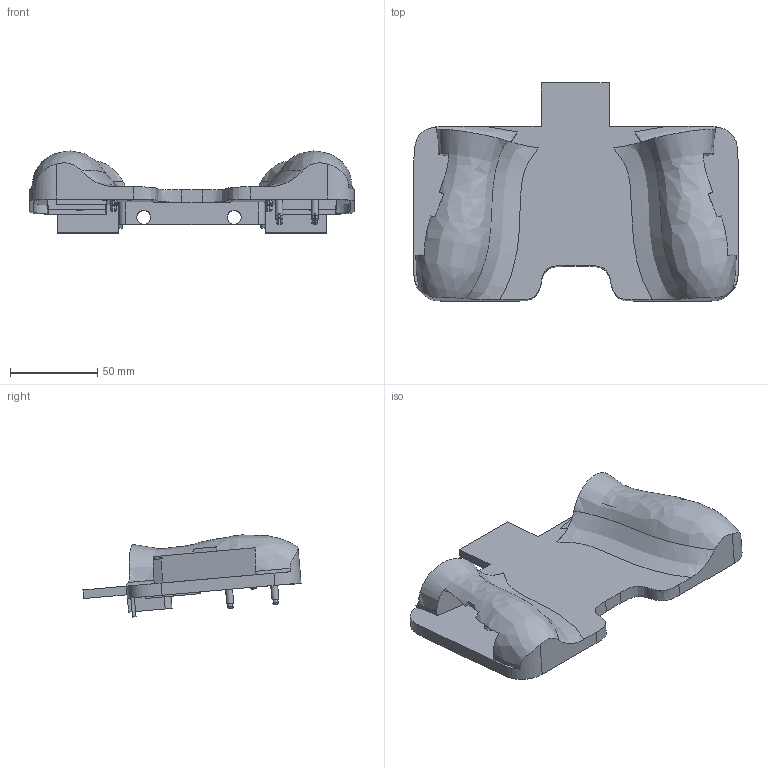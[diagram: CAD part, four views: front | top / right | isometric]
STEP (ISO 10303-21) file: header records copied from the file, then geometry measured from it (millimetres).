
FILE_DESCRIPTION(/* description */ ('CAx-IF Rec.Pracs.---Representation and Presentation of Product Manufacturing Information (PMI)---4.0---2014-10-13','CAx-IF Rec.Pracs.---3D Tessellated Geometry---0.4---2014-09-14','2;1'),/* implementation_level */ '2;1');
FILE_NAME(/* name */ 'blended',/* time_stamp */ '2025-06-07T14:15:55-07:00',/* author */ (''),/* organization */ (''),/* preprocessor_version */ 'ST-DEVELOPER v20',/* originating_system */ 'SIEMENS PLM Software NX2406.1700',/* authorisation */ $);
FILE_SCHEMA (('AP242_MANAGED_MODEL_BASED_3D_ENGINEERING_MIM_LF { 1 0 10303 442 3 1 4 }'));
Length unit declared in the file: millimetre
Products named in the file (1): blended
Bounding box: 185.94 x 125.13 x 47.1 mm (x, y, z)
Volume: 139178 mm3; surface area: 67258.3 mm2
Topology: 4 solids, 5 shells, 311 faces, 844 edges, 569 vertices
Faces by surface type: plane 221, bspline 46, cylinder 44
Full cylindrical faces by diameter (mm): 2.1 x4, 4 x14, 8 x2, 11 x2
Entity records: 13519 total; most frequent: CARTESIAN_POINT 6011, ORIENTED_EDGE 1592, DIRECTION 1295, EDGE_CURVE 798, VERTEX_POINT 548, LINE 503, VECTOR 503, AXIS2_PLACEMENT_3D 396
